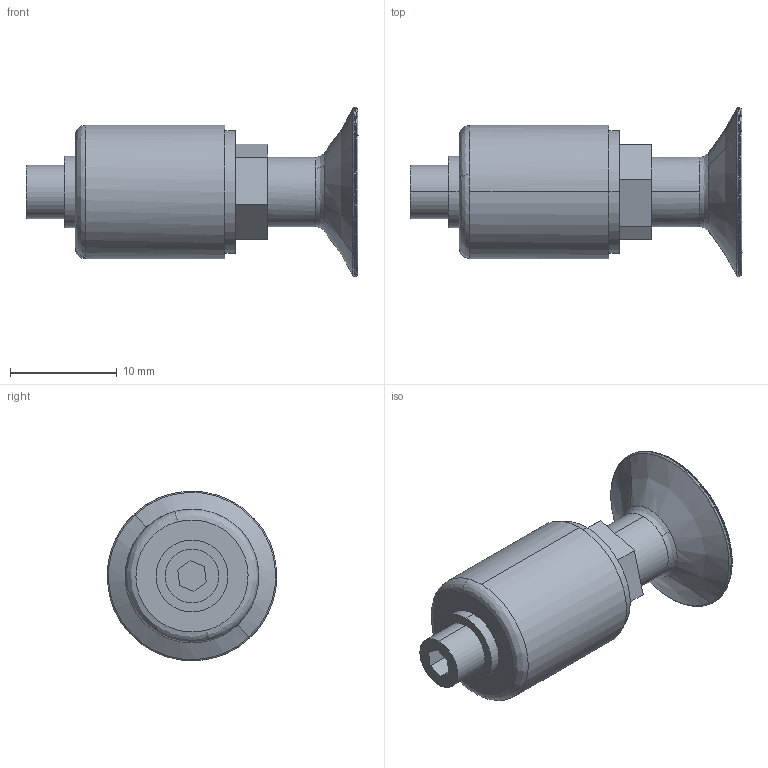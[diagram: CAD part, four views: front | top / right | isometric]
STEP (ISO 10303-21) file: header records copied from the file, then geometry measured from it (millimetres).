
FILE_DESCRIPTION (( 'STEP AP203' ), '1' );
FILE_NAME ('IRB14000_GRIPPER_rev00_Tool3_Cup.STEP', '2015-06-10T02:49:03', ( 'ABB' ), ( 'ABB' ), 'SwSTEP 2.0', 'SolidWorks 2012', '' );
FILE_SCHEMA (( 'CONFIG_CONTROL_DESIGN' ));
Length unit declared in the file: millimetre
Products named in the file (1): IRB14000_GRIPPER_rev00_Tool3_Cup
Bounding box: 31.06 x 15.85 x 15.85 mm (x, y, z)
Volume: 2210.4 mm3; surface area: 1848.3 mm2
Topology: 2 solids, 2 shells, 61 faces, 150 edges, 97 vertices
Faces by surface type: plane 21, bspline 18, cylinder 16, cone 6
Entity records: 2147 total; most frequent: CARTESIAN_POINT 641, DIRECTION 310, ORIENTED_EDGE 296, EDGE_CURVE 148, AXIS2_PLACEMENT_3D 126, VERTEX_POINT 97, CIRCLE 82, EDGE_LOOP 69
